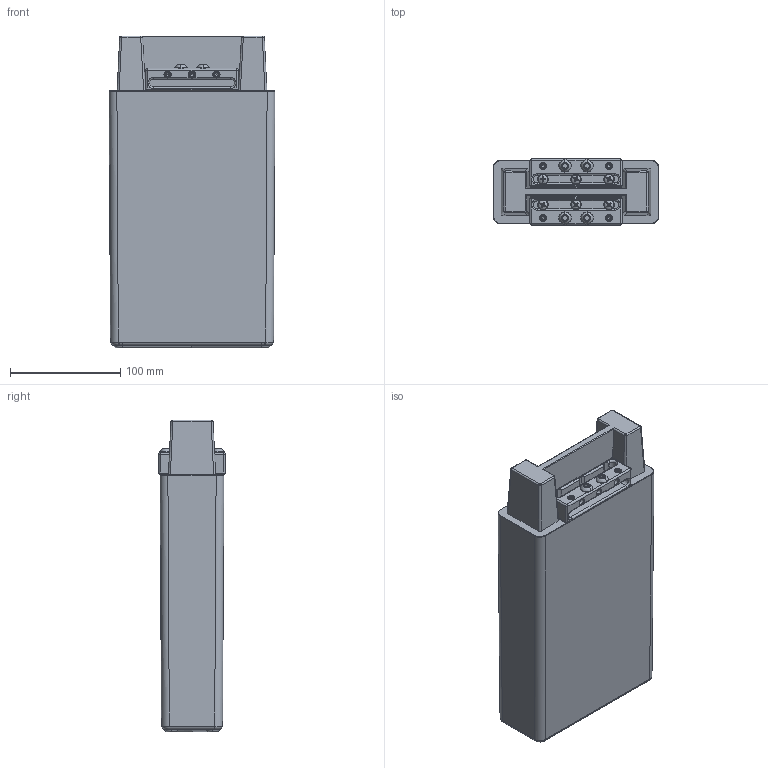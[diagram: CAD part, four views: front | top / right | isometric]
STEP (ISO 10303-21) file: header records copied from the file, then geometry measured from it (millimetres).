
FILE_DESCRIPTION (( 'STEP AP214' ), '1' );
FILE_NAME ('HG-5430 Rev B HURON Pulse Capacitor Assy STEP.STEP', '2018-12-21T22:29:21', ( '' ), ( '' ), 'SwSTEP 2.0', 'SolidWorks 2018', '' );
FILE_SCHEMA (( 'AUTOMOTIVE_DESIGN' ));
Length unit declared in the file: inch
Products named in the file (6): HG-5430 Item-Round Head Screw M5 x 10L; HG-5430 Rev B HURON Pulse Capacitor Assy STEP; Set Screw .250-20 x .375_92311A535; HG-5473 Capacitor Busbar Terminal; HG-5430 Item-Button Head Screw .250-20 x .375_92949A535; HG-5430 HURON Pulse Capacitor Body
Assembly tree (23 placements, depth 2):
  HG-5430 Rev B HURON Pulse Capacitor Assy STEP
    HG-5430 HURON Pulse Capacitor Body
    HG-5473 Capacitor Busbar Terminal  x2
    HG-5430 Item-Round Head Screw M5 x 10L  x6
    Set Screw .250-20 x .375_92311A535  x10
    HG-5430 Item-Button Head Screw .250-20 x .375_92949A535  x4
Bounding box: 150.67 x 60.02 x 283.21 mm (x, y, z)
Volume: 2135307.7 mm3; surface area: 165561.8 mm2
Topology: 23 solids, 23 shells, 1462 faces, 3790 edges, 2334 vertices
Faces by surface type: cylinder 622, plane 370, cone 296, bspline 80, torus 58, sphere 36
Entity records: 17669 total; most frequent: CARTESIAN_POINT 7593, ORIENTED_EDGE 2080, DIRECTION 1920, EDGE_CURVE 1040, AXIS2_PLACEMENT_3D 751, VERTEX_POINT 645, EDGE_LOOP 445, LINE 418
